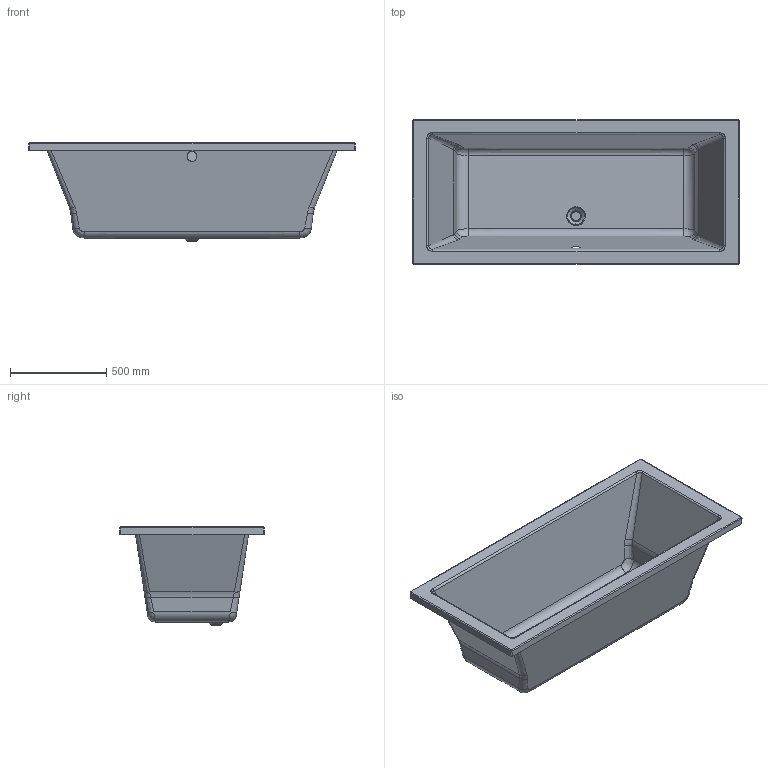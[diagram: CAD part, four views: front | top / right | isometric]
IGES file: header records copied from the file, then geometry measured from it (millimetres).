
Start section: cubic_170_75..SLDPRT - CatalogComponentType cubic_170_75..SLDPRT - PrototypeComponentType cubic_170_75..SLDPRT - PrototypeComponentType
Global section: file name: 46Hvaradero_170x75_igs.igs; native system: Rhinoceros ( Aug 10 2015 ); preprocessor: Trout Lake IGES 012 Aug 10 2015; date: 160223.120058; units: millimetre
Bounding box: 1700 x 750 x 511 mm (x, y, z)
Surface area: 2916983.4 mm2 (no closed solid volume)
Topology: 0 solids, 0 shells, 61 faces, 736 edges, 732 vertices
Faces by surface type: bspline 61
